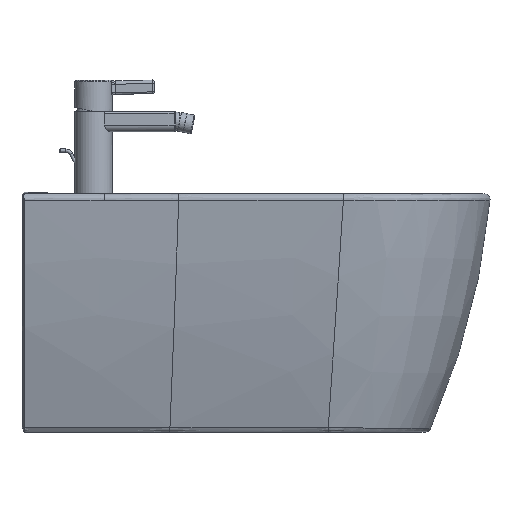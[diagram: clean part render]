
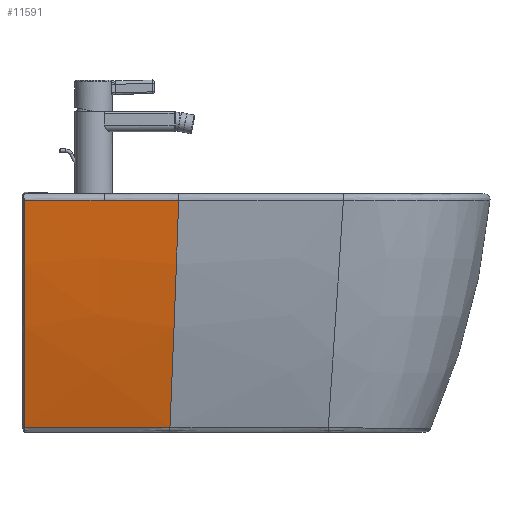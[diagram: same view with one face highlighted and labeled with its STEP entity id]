
A CAD part, front view. The second image highlights one B-rep face of the part: STEP entity #11591.
In plain terms, the highlighted free-form (B-spline) face has degree [5, 4] with [9, 5] control points.
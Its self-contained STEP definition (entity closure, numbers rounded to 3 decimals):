
#9781=CARTESIAN_POINT('',(190.839,-182.895,-7.625));
#9782=VERTEX_POINT('',#9781);
#9931=CARTESIAN_POINT('',(100.087,-184.022,-7.653));
#9932=VERTEX_POINT('',#9931);
#9933=CARTESIAN_POINT('',(190.839,-182.895,-7.625));
#9934=CARTESIAN_POINT('',(188.472,-182.924,-7.625));
#9935=CARTESIAN_POINT('',(186.096,-182.954,-7.626));
#9936=CARTESIAN_POINT('',(183.626,-182.985,-7.627));
#9937=CARTESIAN_POINT('',(165.398,-183.211,-7.633));
#9938=CARTESIAN_POINT('',(147.114,-183.437,-7.639));
#9939=CARTESIAN_POINT('',(131.563,-183.63,-7.644));
#9940=CARTESIAN_POINT('',(115.852,-183.826,-7.649));
#9941=CARTESIAN_POINT('',(100.087,-184.022,-7.653));
#9942=B_SPLINE_CURVE_WITH_KNOTS('',5,(#9933,#9934,#9935,#9936,#9937,#9938,#9939,#9940,#9941),.UNSPECIFIED.,.F.,.U.,(6,3,6),(130.74,149.362,259.356),.UNSPECIFIED.);
#9943=EDGE_CURVE('',#9932,#9782,#9942,.F.);
#11450=CARTESIAN_POINT('',(180.216,-131.459,-284.921));
#11451=VERTEX_POINT('',#11450);
#11452=CARTESIAN_POINT('',(180.216,-131.459,-284.921));
#11453=CARTESIAN_POINT('',(184.067,-157.287,-194.408));
#11454=CARTESIAN_POINT('',(187.629,-174.53,-101.428));
#11455=CARTESIAN_POINT('',(190.839,-182.895,-7.625));
#11456=B_SPLINE_CURVE_WITH_KNOTS('',3,(#11452,#11453,#11454,#11455),.UNSPECIFIED.,.F.,.U.,(4,4),(5.294,288.196),.UNSPECIFIED.);
#11457=EDGE_CURVE('',#11451,#9782,#11456,.T.);
#11489=CARTESIAN_POINT('',(2.424,-131.486,-284.973));
#11490=CARTESIAN_POINT('',(19.453,-131.482,-284.973));
#11491=CARTESIAN_POINT('',(36.478,-131.478,-284.973));
#11492=CARTESIAN_POINT('',(53.602,-131.473,-284.973));
#11493=CARTESIAN_POINT('',(88.673,-131.464,-284.973));
#11494=CARTESIAN_POINT('',(124.523,-131.456,-284.973));
#11495=CARTESIAN_POINT('',(142.817,-131.452,-284.972));
#11496=CARTESIAN_POINT('',(161.505,-131.449,-284.972));
#11497=CARTESIAN_POINT('',(180.214,-131.445,-284.971));
#11498=CARTESIAN_POINT('',(2.515,-151.433,-217.083));
#11499=CARTESIAN_POINT('',(20.188,-151.375,-217.082));
#11500=CARTESIAN_POINT('',(37.859,-151.31,-217.083));
#11501=CARTESIAN_POINT('',(55.555,-151.24,-217.085));
#11502=CARTESIAN_POINT('',(91.533,-151.102,-217.086));
#11503=CARTESIAN_POINT('',(127.729,-150.984,-217.079));
#11504=CARTESIAN_POINT('',(146.042,-150.933,-217.072));
#11505=CARTESIAN_POINT('',(164.603,-150.883,-217.062));
#11506=CARTESIAN_POINT('',(183.104,-150.829,-217.049));
#11507=CARTESIAN_POINT('',(2.592,-167.11,-147.936));
#11508=CARTESIAN_POINT('',(20.805,-166.994,-147.936));
#11509=CARTESIAN_POINT('',(39.016,-166.869,-147.937));
#11510=CARTESIAN_POINT('',(57.199,-166.738,-147.939));
#11511=CARTESIAN_POINT('',(93.972,-166.478,-147.941));
#11512=CARTESIAN_POINT('',(130.54,-166.247,-147.933));
#11513=CARTESIAN_POINT('',(148.924,-166.142,-147.924));
#11514=CARTESIAN_POINT('',(167.448,-166.038,-147.91));
#11515=CARTESIAN_POINT('',(185.85,-165.929,-147.894));
#11516=CARTESIAN_POINT('',(2.654,-178.395,-77.945));
#11517=CARTESIAN_POINT('',(21.299,-178.22,-77.945));
#11518=CARTESIAN_POINT('',(39.943,-178.038,-77.946));
#11519=CARTESIAN_POINT('',(58.522,-177.85,-77.948));
#11520=CARTESIAN_POINT('',(95.971,-177.478,-77.949));
#11521=CARTESIAN_POINT('',(132.936,-177.131,-77.942));
#11522=CARTESIAN_POINT('',(151.442,-176.965,-77.935));
#11523=CARTESIAN_POINT('',(170.02,-176.8,-77.925));
#11524=CARTESIAN_POINT('',(188.434,-176.632,-77.912));
#11525=CARTESIAN_POINT('',(2.7,-185.252,-7.523));
#11526=CARTESIAN_POINT('',(21.667,-185.016,-7.523));
#11527=CARTESIAN_POINT('',(40.635,-184.778,-7.523));
#11528=CARTESIAN_POINT('',(59.518,-184.542,-7.523));
#11529=CARTESIAN_POINT('',(97.524,-184.066,-7.523));
#11530=CARTESIAN_POINT('',(134.906,-183.6,-7.522));
#11531=CARTESIAN_POINT('',(153.585,-183.368,-7.522));
#11532=CARTESIAN_POINT('',(172.305,-183.135,-7.521));
#11533=CARTESIAN_POINT('',(190.843,-182.905,-7.519));
#11534=B_SPLINE_SURFACE_WITH_KNOTS('',5,4,((#11489,#11498,#11507,#11516,#11525),(#11490,#11499,#11508,#11517,#11526),(#11491,#11500,#11509,#11518,#11527),(#11492,#11501,#11510,#11519,#11528),(#11493,#11502,#11511,#11520,#11529),(#11494,#11503,#11512,#11521,#11530),(#11495,#11504,#11513,#11522,#11531),(#11496,#11505,#11514,#11523,#11532),(#11497,#11506,#11515,#11524,#11533)),.UNSPECIFIED.,.F.,.F.,.U.,(6,3,6),(5,5),(2.58,93.196,185.788),(5.242,288.302),.UNSPECIFIED.);
#11535=CARTESIAN_POINT('',(2.7,-131.486,-284.973));
#11536=VERTEX_POINT('',#11535);
#11537=CARTESIAN_POINT('',(2.7,-185.252,-7.523));
#11538=VERTEX_POINT('',#11537);
#11539=CARTESIAN_POINT('',(2.7,-131.486,-284.973));
#11540=CARTESIAN_POINT('',(2.7,-138.135,-262.342));
#11541=CARTESIAN_POINT('',(2.7,-144.249,-239.558));
#11542=CARTESIAN_POINT('',(2.7,-155.398,-193.72));
#11543=CARTESIAN_POINT('',(2.7,-160.431,-170.672));
#11544=CARTESIAN_POINT('',(2.7,-173.894,-101.197));
#11545=CARTESIAN_POINT('',(2.7,-180.68,-54.481));
#11546=CARTESIAN_POINT('',(2.7,-185.252,-7.523));
#11547=B_SPLINE_CURVE_WITH_KNOTS('',3,(#11539,#11540,#11541,#11542,#11543,#11544,#11545,#11546),.UNSPECIFIED.,.F.,.U.,(4,2,2,4),(-28.307,-21.23,-14.154,0.),.UNSPECIFIED.);
#11548=EDGE_CURVE('',#11536,#11538,#11547,.T.);
#11549=ORIENTED_EDGE('',*,*,#11548,.F.);
#11550=CARTESIAN_POINT('',(2.7,-131.486,-284.973));
#11551=CARTESIAN_POINT('',(4.085,-131.486,-284.973));
#11552=CARTESIAN_POINT('',(5.551,-131.486,-284.972));
#11553=CARTESIAN_POINT('',(7.188,-131.486,-284.972));
#11554=CARTESIAN_POINT('',(13.041,-131.485,-284.97));
#11555=CARTESIAN_POINT('',(18.897,-131.484,-284.968));
#11556=CARTESIAN_POINT('',(22.91,-131.483,-284.967));
#11557=CARTESIAN_POINT('',(38.964,-131.481,-284.962));
#11558=CARTESIAN_POINT('',(55.064,-131.478,-284.956));
#11559=CARTESIAN_POINT('',(67.068,-131.476,-284.952));
#11560=CARTESIAN_POINT('',(87.986,-131.472,-284.946));
#11561=CARTESIAN_POINT('',(109.044,-131.469,-284.939));
#11562=CARTESIAN_POINT('',(117.858,-131.468,-284.937));
#11563=CARTESIAN_POINT('',(135.534,-131.465,-284.932));
#11564=CARTESIAN_POINT('',(153.338,-131.463,-284.928));
#11565=CARTESIAN_POINT('',(162.283,-131.462,-284.925));
#11566=CARTESIAN_POINT('',(171.248,-131.46,-284.923));
#11567=CARTESIAN_POINT('',(180.216,-131.459,-284.921));
#11568=B_SPLINE_CURVE_WITH_KNOTS('',5,(#11550,#11551,#11552,#11553,#11554,#11555,#11556,#11557,#11558,#11559,#11560,#11561,#11562,#11563,#11564,#11565,#11566,#11567),.UNSPECIFIED.,.F.,.U.,(6,3,3,3,3,6),(100.004,113.462,142.745,230.531,293.622,356.713),.UNSPECIFIED.);
#11569=EDGE_CURVE('',#11536,#11451,#11568,.T.);
#11570=ORIENTED_EDGE('',*,*,#11569,.T.);
#11571=ORIENTED_EDGE('',*,*,#11457,.T.);
#11572=ORIENTED_EDGE('',*,*,#9943,.F.);
#11573=CARTESIAN_POINT('',(2.7,-185.252,-7.523));
#11574=CARTESIAN_POINT('',(18.914,-185.048,-7.546));
#11575=CARTESIAN_POINT('',(35.125,-184.841,-7.581));
#11576=CARTESIAN_POINT('',(51.294,-184.636,-7.609));
#11577=CARTESIAN_POINT('',(59.449,-184.533,-7.623));
#11578=CARTESIAN_POINT('',(67.595,-184.43,-7.635));
#11579=CARTESIAN_POINT('',(75.731,-184.327,-7.643));
#11580=CARTESIAN_POINT('',(81.312,-184.257,-7.649));
#11581=CARTESIAN_POINT('',(86.888,-184.187,-7.653));
#11582=CARTESIAN_POINT('',(92.458,-184.117,-7.654));
#11583=CARTESIAN_POINT('',(95.007,-184.085,-7.654));
#11584=CARTESIAN_POINT('',(97.549,-184.054,-7.654));
#11585=CARTESIAN_POINT('',(100.087,-184.022,-7.653));
#11586=B_SPLINE_CURVE_WITH_KNOTS('',3,(#11573,#11574,#11575,#11576,#11577,#11578,#11579,#11580,#11581,#11582,#11583,#11584,#11585),.UNSPECIFIED.,.F.,.U.,(4,3,3,3,4),(53.054,120.347,154.285,177.567,188.224),.UNSPECIFIED.);
#11587=EDGE_CURVE('',#11538,#9932,#11586,.T.);
#11588=ORIENTED_EDGE('',*,*,#11587,.F.);
#11589=EDGE_LOOP('',(#11549,#11570,#11571,#11572,#11588));
#11590=FACE_OUTER_BOUND('',#11589,.T.);
#11591=ADVANCED_FACE('',(#11590),#11534,.T.);
